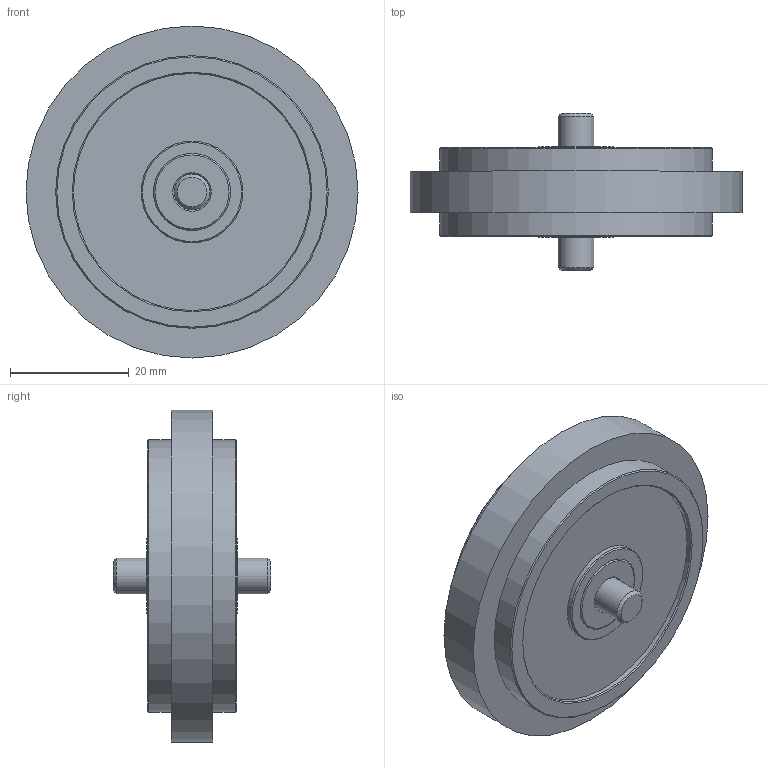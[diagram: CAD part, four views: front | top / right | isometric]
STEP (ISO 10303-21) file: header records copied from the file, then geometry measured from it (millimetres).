
FILE_DESCRIPTION(/* description */ (''),/* implementation_level */ '2;1');
FILE_NAME(/* name */ 'Ohjainpyora.step',/* time_stamp */ '2024-09-24T14:55:48+03:00',/* author */ (''),/* organization */ (''),/* preprocessor_version */ 'ST-DEVELOPER v20',/* originating_system */ 'Autodesk Translation Framework v13.20.0.188',/* authorisation */ '');
FILE_SCHEMA (('AUTOMOTIVE_DESIGN { 1 0 10303 214 3 1 1 }'));
Length unit declared in the file: millimetre
Products named in the file (1): Ohjainpyora
Bounding box: 56 x 26.5 x 56 mm (x, y, z)
Volume: 28452.2 mm3; surface area: 8307 mm2
Topology: 1 solids, 2 shells, 41 faces, 74 edges, 47 vertices
Faces by surface type: cone 14, plane 14, cylinder 13
Full cylindrical faces by diameter (mm): 6 x3, 10 x1, 13 x2, 17.15 x2, 40 x2, 46 x2, 56 x1
Entity records: 1109 total; most frequent: DIRECTION 205, CARTESIAN_POINT 163, ORIENTED_EDGE 148, AXIS2_PLACEMENT_3D 89, EDGE_CURVE 74, EDGE_LOOP 53, CIRCLE 47, VERTEX_POINT 47
